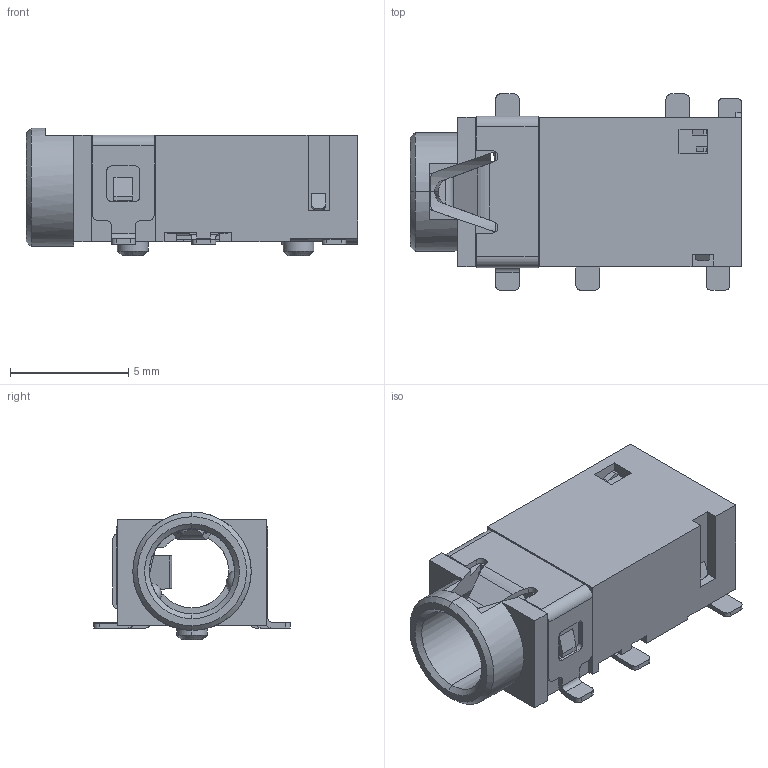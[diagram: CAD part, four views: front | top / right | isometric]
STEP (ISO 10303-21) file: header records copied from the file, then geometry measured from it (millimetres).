
FILE_DESCRIPTION(('FreeCAD Model'),'2;1');
FILE_NAME('conn_trrs_320040003.step','2018-05-02T21:32:55',('kicad StepUp'),('ksu MCAD'), 'Open CASCADE STEP processor 7.2','FreeCAD','Unknown');
FILE_SCHEMA(('AUTOMOTIVE_DESIGN { 1 0 10303 214 1 1 1 1 }'));
Length unit declared in the file: millimetre
Products named in the file (1): conn_trrs_320040003
Bounding box: 14 x 8.3 x 5.4 mm (x, y, z)
Volume: 234.1 mm3; surface area: 649.4 mm2
Topology: 2 solids, 6 shells, 459 faces, 1347 edges, 900 vertices
Faces by surface type: plane 314, cylinder 129, cone 8, bspline 4, sphere 4
Entity records: 19922 total; most frequent: CARTESIAN_POINT 4896, ORIENTED_EDGE 2682, DIRECTION 2122, EDGE_CURVE 1341, LINE 966, VECTOR 966, VERTEX_POINT 900, AXIS2_PLACEMENT_3D 578
